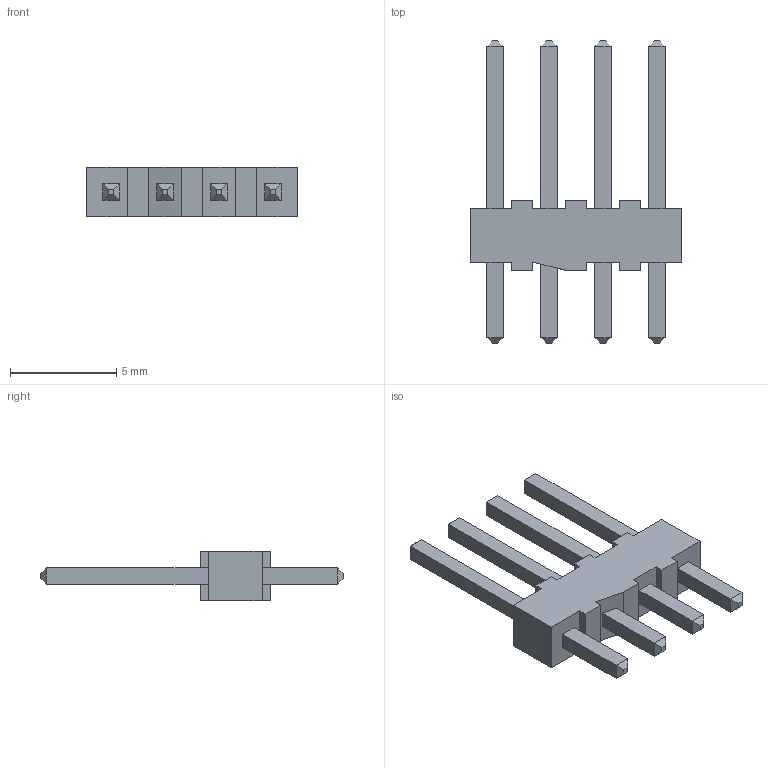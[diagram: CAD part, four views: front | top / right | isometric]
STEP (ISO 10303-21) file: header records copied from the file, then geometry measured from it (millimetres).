
FILE_DESCRIPTION(('STEP AP203'),'1');
FILE_NAME(' ',' ',('TraceParts'),('TraceParts S.A.'),'XStep 1.0',' ',' ');
FILE_SCHEMA(('CONFIG_CONTROL_DESIGN'));
Length unit declared in the file: millimetre
Products named in the file (9): 1; 2; 3; 4; 5; 6; 7; 8; 9
Bounding box: 9.91 x 14.22 x 2.34 mm (x, y, z)
Volume: 91.3 mm3; surface area: 261 mm2
Topology: 1 solids, 1 shells, 101 faces, 249 edges, 166 vertices
Faces by surface type: plane 101
Entity records: 3303 total; most frequent: CARTESIAN_POINT 525, ORIENTED_EDGE 482, DIRECTION 477, EDGE_CURVE 241, LINE 241, VECTOR 241, VERTEX_POINT 150, AXIS2_PLACEMENT_3D 118
